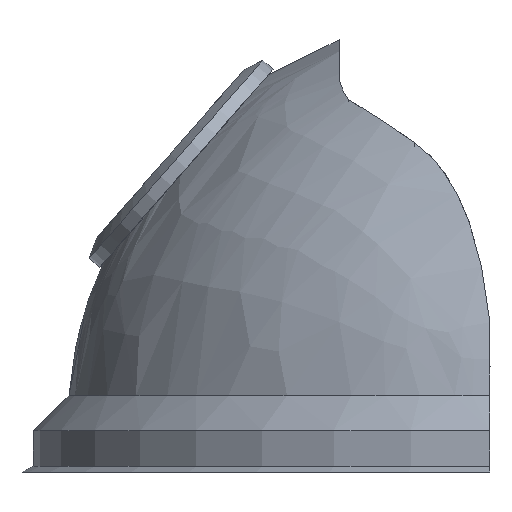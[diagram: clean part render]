
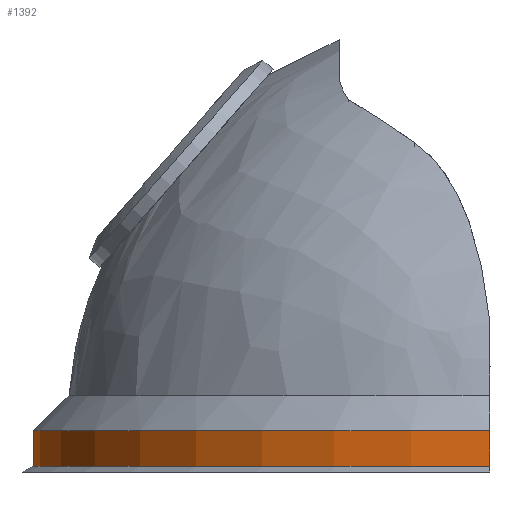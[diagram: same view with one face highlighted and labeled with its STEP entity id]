
A CAD part, left-side view. The second image highlights one B-rep face of the part: STEP entity #1392.
In plain terms, the highlighted cylindrical face has radius 153.67 mm (diameter 307.34 mm), a partial arc.
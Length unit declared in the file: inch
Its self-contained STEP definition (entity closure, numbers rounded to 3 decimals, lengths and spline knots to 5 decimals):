
#95=CYLINDRICAL_SURFACE('',#1516,6.05);
#116=CIRCLE('',#1495,6.05);
#126=CIRCLE('',#1515,6.05);
#207=FACE_OUTER_BOUND('',#287,.T.);
#287=EDGE_LOOP('',(#1092,#1093,#1094,#1095));
#363=LINE('',#2532,#471);
#380=LINE('',#2669,#488);
#471=VECTOR('',#1670,0.3937);
#488=VECTOR('',#1699,0.3937);
#622=VERTEX_POINT('',#2529);
#623=VERTEX_POINT('',#2531);
#643=VERTEX_POINT('',#2666);
#644=VERTEX_POINT('',#2668);
#771=EDGE_CURVE('',#622,#623,#363,.F.);
#795=EDGE_CURVE('',#644,#643,#380,.F.);
#798=EDGE_CURVE('',#644,#622,#116,.F.);
#808=EDGE_CURVE('',#643,#623,#126,.F.);
#1092=ORIENTED_EDGE('',*,*,#795,.T.);
#1093=ORIENTED_EDGE('',*,*,#808,.T.);
#1094=ORIENTED_EDGE('',*,*,#771,.F.);
#1095=ORIENTED_EDGE('',*,*,#798,.F.);
#1392=ADVANCED_FACE('',(#207),#95,.T.);
#1495=AXIS2_PLACEMENT_3D('',#2674,#1706,#1707);
#1515=AXIS2_PLACEMENT_3D('',#2694,#1746,#1747);
#1516=AXIS2_PLACEMENT_3D('',#2695,#1748,#1749);
#1670=DIRECTION('',(0.,0.,1.));
#1699=DIRECTION('',(0.,0.,1.));
#1706=DIRECTION('center_axis',(0.,0.,-1.));
#1707=DIRECTION('ref_axis',(1.,0.,0.));
#1746=DIRECTION('center_axis',(0.,0.,-1.));
#1747=DIRECTION('ref_axis',(1.,0.,0.));
#1748=DIRECTION('center_axis',(0.,0.,1.));
#1749=DIRECTION('ref_axis',(1.,0.,0.));
#2529=CARTESIAN_POINT('',(-11.66,0.,0.55));
#2531=CARTESIAN_POINT('',(-11.66,0.,0.075));
#2532=CARTESIAN_POINT('',(-11.66,0.,0.275));
#2666=CARTESIAN_POINT('',(0.44,0.,0.075));
#2668=CARTESIAN_POINT('',(0.44,0.,0.55));
#2669=CARTESIAN_POINT('',(0.44,0.,0.275));
#2674=CARTESIAN_POINT('Origin',(-5.61,-0.00001,0.55));
#2694=CARTESIAN_POINT('Origin',(-5.61,-0.00001,0.075));
#2695=CARTESIAN_POINT('Origin',(-5.61,-0.00001,0.275));
